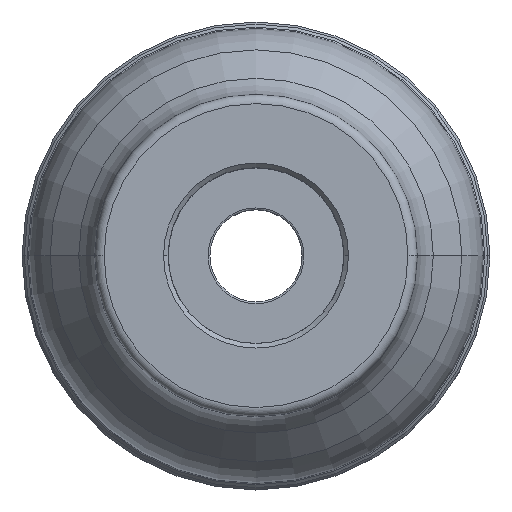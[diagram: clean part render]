
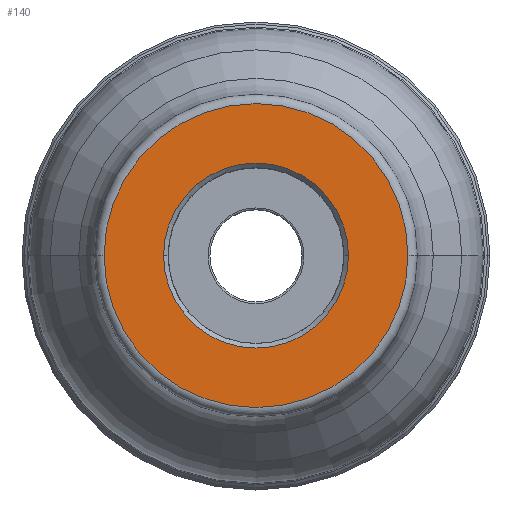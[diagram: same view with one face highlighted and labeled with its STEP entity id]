
A CAD part, top view. The second image highlights one B-rep face of the part: STEP entity #140.
In plain terms, the highlighted planar face has unit normal (0, 0, 1).
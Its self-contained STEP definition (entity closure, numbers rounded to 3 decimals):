
#81=PLANE('',#1520);
#89=FACE_BOUND('',#332,.T.);
#90=FACE_BOUND('',#333,.T.);
#140=ADVANCED_FACE('',(#89,#90),#81,.F.);
#332=EDGE_LOOP('',(#550,#551,#552,#553));
#333=EDGE_LOOP('',(#554,#555));
#550=ORIENTED_EDGE('',*,*,#938,.F.);
#551=ORIENTED_EDGE('',*,*,#936,.F.);
#552=ORIENTED_EDGE('',*,*,#935,.F.);
#553=ORIENTED_EDGE('',*,*,#939,.T.);
#554=ORIENTED_EDGE('',*,*,#940,.F.);
#555=ORIENTED_EDGE('',*,*,#941,.F.);
#790=VERTEX_POINT('',#2325);
#791=VERTEX_POINT('',#2327);
#792=VERTEX_POINT('',#2329);
#793=VERTEX_POINT('',#2333);
#794=VERTEX_POINT('',#2337);
#795=VERTEX_POINT('',#2338);
#935=EDGE_CURVE('',#790,#791,#1092,.T.);
#936=EDGE_CURVE('',#791,#792,#1093,.T.);
#938=EDGE_CURVE('',#792,#793,#1095,.T.);
#939=EDGE_CURVE('',#790,#793,#1096,.T.);
#940=EDGE_CURVE('',#794,#795,#1097,.T.);
#941=EDGE_CURVE('',#795,#794,#1098,.T.);
#1092=CIRCLE('',#1511,33.);
#1093=CIRCLE('',#1512,33.);
#1095=CIRCLE('',#1515,33.);
#1096=CIRCLE('',#1516,33.);
#1097=CIRCLE('',#1518,20.085);
#1098=CIRCLE('',#1519,20.085);
#1511=AXIS2_PLACEMENT_3D('',#2326,#1874,#1875);
#1512=AXIS2_PLACEMENT_3D('',#2328,#1876,#1877);
#1515=AXIS2_PLACEMENT_3D('',#2332,#1882,#1883);
#1516=AXIS2_PLACEMENT_3D('',#2334,#1884,#1885);
#1518=AXIS2_PLACEMENT_3D('',#2336,#1888,#1889);
#1519=AXIS2_PLACEMENT_3D('',#2339,#1890,#1891);
#1520=AXIS2_PLACEMENT_3D('',#2340,#1892,#1893);
#1874=DIRECTION('',(0.,0.,-1.));
#1875=DIRECTION('',(1.,0.,0.));
#1876=DIRECTION('',(0.,0.,-1.));
#1877=DIRECTION('',(1.,-0.001,0.));
#1882=DIRECTION('',(0.,0.,-1.));
#1883=DIRECTION('',(-1.,0.001,0.));
#1884=DIRECTION('',(0.,0.,1.));
#1885=DIRECTION('',(-1.,0.001,0.));
#1888=DIRECTION('',(0.,0.,1.));
#1889=DIRECTION('',(1.,0.,0.));
#1890=DIRECTION('',(0.,0.,1.));
#1891=DIRECTION('',(-1.,0.,0.));
#1892=DIRECTION('',(0.,0.,-1.));
#1893=DIRECTION('',(1.,0.,0.));
#2325=CARTESIAN_POINT('',(33.,0.,0.));
#2326=CARTESIAN_POINT('',(0.,0.,0.));
#2327=CARTESIAN_POINT('',(33.,-0.021,0.));
#2328=CARTESIAN_POINT('',(0.,0.,0.));
#2329=CARTESIAN_POINT('',(-33.,0.,0.));
#2332=CARTESIAN_POINT('',(0.,0.,0.));
#2333=CARTESIAN_POINT('',(-33.,0.021,0.));
#2334=CARTESIAN_POINT('',(0.,0.,0.));
#2336=CARTESIAN_POINT('',(0.,0.,0.));
#2337=CARTESIAN_POINT('',(20.085,0.,0.));
#2338=CARTESIAN_POINT('',(-20.085,0.,0.));
#2339=CARTESIAN_POINT('',(0.,0.,0.));
#2340=CARTESIAN_POINT('',(0.,0.,0.));
